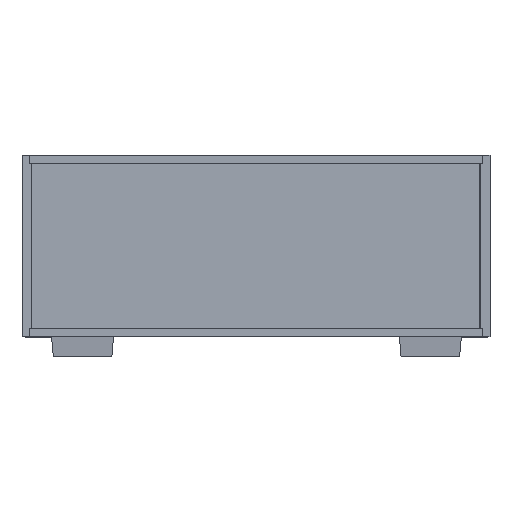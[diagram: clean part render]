
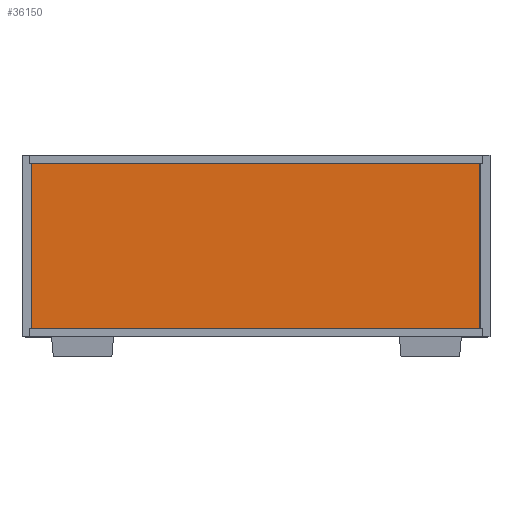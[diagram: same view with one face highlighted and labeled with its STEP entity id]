
A CAD part, top view. The second image highlights one B-rep face of the part: STEP entity #36150.
In plain terms, the highlighted planar face has unit normal (0, 0, 1).
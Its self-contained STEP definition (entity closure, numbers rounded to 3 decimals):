
#2018 = VERTEX_POINT ( 'NONE', #45162 ) ;
#4391 = EDGE_CURVE ( 'NONE', #2018, #45580, #34104, .T. ) ;
#5067 = VECTOR ( 'NONE', #25802, 1000. ) ;
#7548 = LINE ( 'NONE', #10693, #41550 ) ;
#10693 = CARTESIAN_POINT ( 'NONE',  ( -142.946, -61.818, -770.522 ) ) ;
#11121 = PLANE ( 'NONE',  #23381 ) ;
#12704 = CARTESIAN_POINT ( 'NONE',  ( -142.946, -61.818, -770.522 ) ) ;
#13639 = VERTEX_POINT ( 'NONE', #47534 ) ;
#13854 = ORIENTED_EDGE ( 'NONE', *, *, #4391, .T. ) ;
#15568 = DIRECTION ( 'NONE',  ( 1., 0., 0. ) ) ;
#16077 = LINE ( 'NONE', #16663, #5067 ) ;
#16663 = CARTESIAN_POINT ( 'NONE',  ( -142.946, -61.818, -770.522 ) ) ;
#20055 = VECTOR ( 'NONE', #27422, 1000. ) ;
#20524 = VECTOR ( 'NONE', #56088, 1000. ) ;
#21169 = VERTEX_POINT ( 'NONE', #12704 ) ;
#22867 = CARTESIAN_POINT ( 'NONE',  ( -142.946, 35.182, -770.522 ) ) ;
#23381 = AXIS2_PLACEMENT_3D ( 'NONE', #24275, #54844, #42546 ) ;
#24275 = CARTESIAN_POINT ( 'NONE',  ( 101.554, 35.182, -770.522 ) ) ;
#25802 = DIRECTION ( 'NONE',  ( 0., -1., 0. ) ) ;
#25953 = EDGE_CURVE ( 'NONE', #13639, #21169, #16077, .T. ) ;
#27422 = DIRECTION ( 'NONE',  ( -1., 0., 0. ) ) ;
#27882 = EDGE_LOOP ( 'NONE', ( #13854, #44201, #47142, #49852 ) ) ;
#28841 = FACE_OUTER_BOUND ( 'NONE', #27882, .T. ) ;
#33407 = EDGE_CURVE ( 'NONE', #45580, #13639, #36839, .T. ) ;
#34104 = LINE ( 'NONE', #42671, #20524 ) ;
#35815 = EDGE_CURVE ( 'NONE', #21169, #2018, #7548, .T. ) ;
#36150 = ADVANCED_FACE ( 'NONE', ( #28841 ), #11121, .F. ) ;
#36839 = LINE ( 'NONE', #22867, #20055 ) ;
#38671 = CARTESIAN_POINT ( 'NONE',  ( 101.554, 35.182, -770.522 ) ) ;
#41550 = VECTOR ( 'NONE', #15568, 1000. ) ;
#42546 = DIRECTION ( 'NONE',  ( -1., 0., 0. ) ) ;
#42671 = CARTESIAN_POINT ( 'NONE',  ( 101.554, -61.818, -770.522 ) ) ;
#44201 = ORIENTED_EDGE ( 'NONE', *, *, #33407, .T. ) ;
#45162 = CARTESIAN_POINT ( 'NONE',  ( 101.554, -61.818, -770.522 ) ) ;
#45580 = VERTEX_POINT ( 'NONE', #38671 ) ;
#47142 = ORIENTED_EDGE ( 'NONE', *, *, #25953, .T. ) ;
#47534 = CARTESIAN_POINT ( 'NONE',  ( -142.946, 35.182, -770.522 ) ) ;
#49852 = ORIENTED_EDGE ( 'NONE', *, *, #35815, .T. ) ;
#54844 = DIRECTION ( 'NONE',  ( 0., 0., -1. ) ) ;
#56088 = DIRECTION ( 'NONE',  ( 0., 1., 0. ) ) ;
